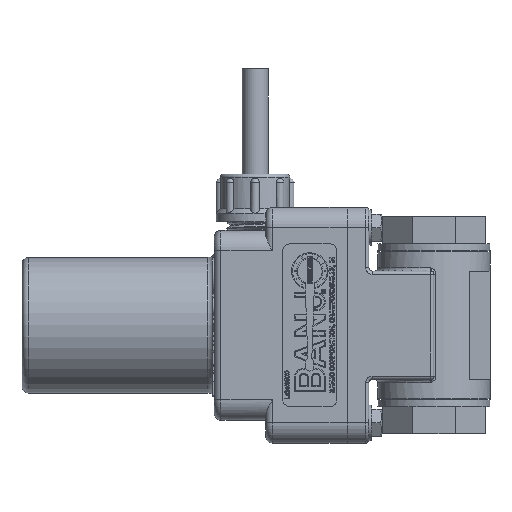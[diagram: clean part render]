
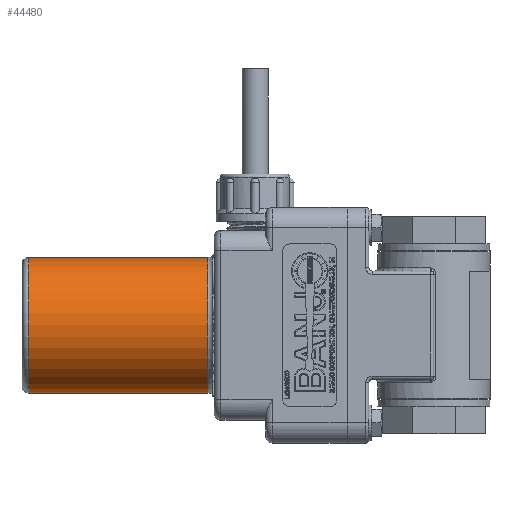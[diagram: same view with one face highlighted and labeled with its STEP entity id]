
A CAD part, left-side view. The second image highlights one B-rep face of the part: STEP entity #44480.
In plain terms, the highlighted cylindrical face has radius 15.875 mm (diameter 31.75 mm), a partial arc.
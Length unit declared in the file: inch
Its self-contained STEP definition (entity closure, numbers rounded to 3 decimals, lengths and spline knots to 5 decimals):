
#4596=LINE('',#74597,#8514);
#4604=LINE('',#74631,#8522);
#8514=VECTOR('',#55631,0.3937);
#8522=VECTOR('',#55679,0.3937);
#11190=CYLINDRICAL_SURFACE('',#48431,0.625);
#12544=FACE_OUTER_BOUND('',#15198,.T.);
#15198=EDGE_LOOP('',(#35559,#35560,#35561,#35562));
#18695=CIRCLE('',#48397,0.625);
#18705=CIRCLE('',#48419,0.625);
#21068=VERTEX_POINT('',#74564);
#21069=VERTEX_POINT('',#74568);
#21076=VERTEX_POINT('',#74596);
#21080=VERTEX_POINT('',#74612);
#26296=EDGE_CURVE('',#21069,#21068,#18695,.T.);
#26309=EDGE_CURVE('',#21076,#21068,#4596,.T.);
#26316=EDGE_CURVE('',#21076,#21080,#18705,.T.);
#26326=EDGE_CURVE('',#21080,#21069,#4604,.T.);
#35559=ORIENTED_EDGE('',*,*,#26296,.F.);
#35560=ORIENTED_EDGE('',*,*,#26326,.F.);
#35561=ORIENTED_EDGE('',*,*,#26316,.F.);
#35562=ORIENTED_EDGE('',*,*,#26309,.T.);
#44480=ADVANCED_FACE('',(#12544),#11190,.T.);
#48397=AXIS2_PLACEMENT_3D('',#74570,#55597,#55598);
#48419=AXIS2_PLACEMENT_3D('',#74613,#55651,#55652);
#48431=AXIS2_PLACEMENT_3D('',#74632,#55680,#55681);
#55597=DIRECTION('center_axis',(0.,1.,0.));
#55598=DIRECTION('ref_axis',(-1.,0.,0.));
#55631=DIRECTION('',(0.,1.,0.));
#55651=DIRECTION('center_axis',(0.,-1.,0.));
#55652=DIRECTION('ref_axis',(-1.,0.,0.));
#55679=DIRECTION('',(0.,1.,0.));
#55680=DIRECTION('center_axis',(0.,1.,0.));
#55681=DIRECTION('ref_axis',(0.,0.,1.));
#74564=CARTESIAN_POINT('',(0.,1.715,0.625));
#74568=CARTESIAN_POINT('',(0.,1.715,-0.625));
#74570=CARTESIAN_POINT('Origin',(0.,1.715,0.));
#74596=CARTESIAN_POINT('',(0.,0.06,0.625));
#74597=CARTESIAN_POINT('',(0.,0.,0.625));
#74612=CARTESIAN_POINT('',(0.,0.06,-0.625));
#74613=CARTESIAN_POINT('Origin',(0.,0.06,0.));
#74631=CARTESIAN_POINT('',(0.,0.,-0.625));
#74632=CARTESIAN_POINT('Origin',(0.,0.,0.));
